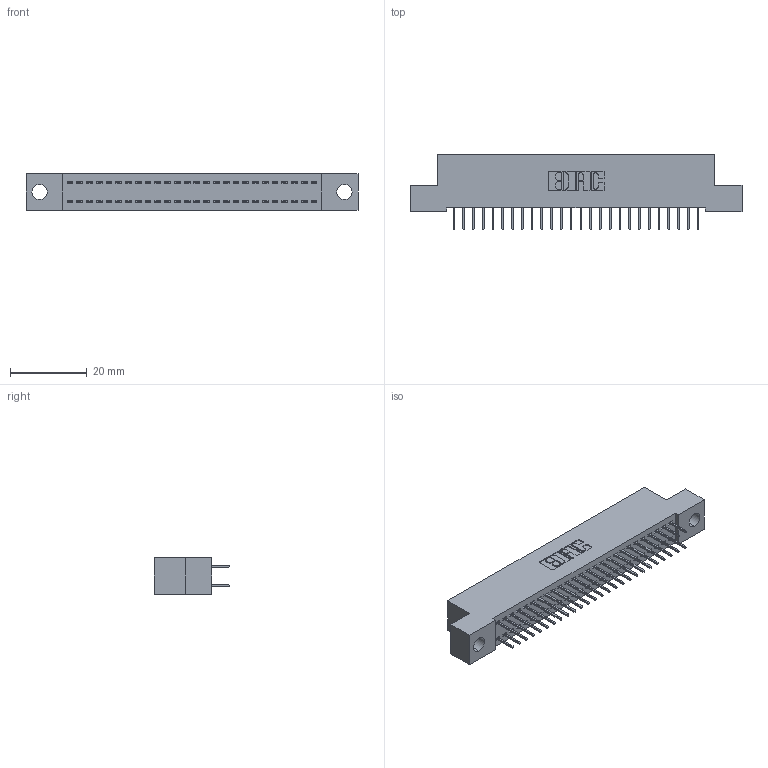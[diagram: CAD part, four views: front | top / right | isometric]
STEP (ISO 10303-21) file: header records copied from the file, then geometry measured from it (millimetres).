
FILE_DESCRIPTION (( 'STEP AP203' ), '1' );
FILE_NAME ('342-052-524-204.STEP', '2018-08-12T21:50:20', ( '' ), ( '' ), 'SwSTEP 2.0', 'SolidWorks 2016', '' );
FILE_SCHEMA (( 'CONFIG_CONTROL_DESIGN' ));
Length unit declared in the file: inch
Products named in the file (3): 342 Part_.156 TH; 345-292-001_345-293-124; 342-052-524-204
Assembly tree (53 placements, depth 2):
  342-052-524-204
    342 Part_.156 TH
    345-292-001_345-293-124  x52
Bounding box: 86.36 x 19.69 x 9.4 mm (x, y, z)
Volume: 7518 mm3; surface area: 11462.6 mm2
Topology: 53 solids, 53 shells, 3022 faces, 8567 edges, 5502 vertices
Faces by surface type: plane 2250, cylinder 772
Entity records: 18741 total; most frequent: CARTESIAN_POINT 3122, ORIENTED_EDGE 3058, DIRECTION 2697, EDGE_CURVE 1529, LINE 1405, VECTOR 1405, VERTEX_POINT 1014, AXIS2_PLACEMENT_3D 646
